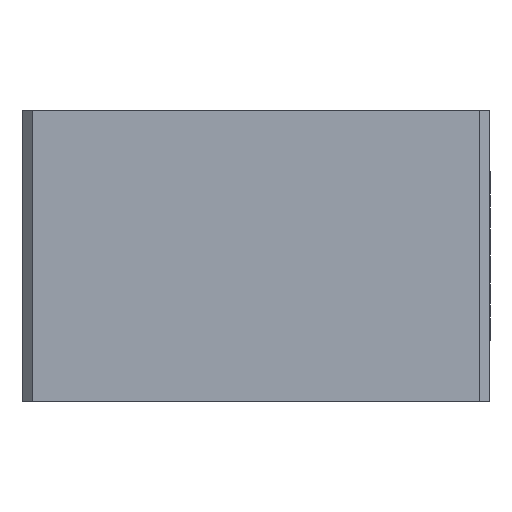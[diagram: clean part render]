
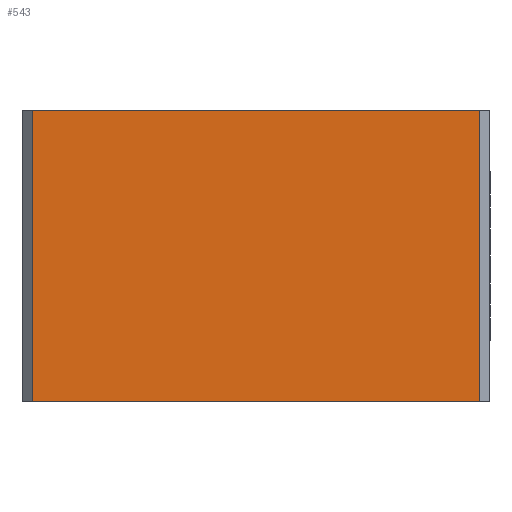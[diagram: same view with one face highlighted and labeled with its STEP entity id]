
A CAD part, left-side view. The second image highlights one B-rep face of the part: STEP entity #543.
In plain terms, the highlighted planar face has unit normal (-1, 0, 0).
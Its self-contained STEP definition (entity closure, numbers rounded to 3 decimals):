
#6 = CARTESIAN_POINT ( 'NONE',  ( -25.85, -26.8, 0. ) ) ;
#56 = CARTESIAN_POINT ( 'NONE',  ( -25.85, 17.2, 28. ) ) ;
#70 = CARTESIAN_POINT ( 'NONE',  ( -25.85, -26.8, 28. ) ) ;
#95 = DIRECTION ( 'NONE',  ( 0., 0., -1. ) ) ;
#181 = VERTEX_POINT ( 'NONE', #762 ) ;
#183 = CARTESIAN_POINT ( 'NONE',  ( -25.85, 17.2, 28. ) ) ;
#209 = EDGE_LOOP ( 'NONE', ( #443, #658, #358, #440 ) ) ;
#262 = PLANE ( 'NONE',  #683 ) ;
#282 = LINE ( 'NONE', #471, #290 ) ;
#290 = VECTOR ( 'NONE', #95, 1000. ) ;
#324 = VECTOR ( 'NONE', #332, 1000. ) ;
#332 = DIRECTION ( 'NONE',  ( 0., -1., 0. ) ) ;
#348 = DIRECTION ( 'NONE',  ( 0., 0., -1. ) ) ;
#357 = VECTOR ( 'NONE', #528, 1000. ) ;
#358 = ORIENTED_EDGE ( 'NONE', *, *, #709, .F. ) ;
#396 = CARTESIAN_POINT ( 'NONE',  ( -25.85, 16.2, 28. ) ) ;
#420 = VERTEX_POINT ( 'NONE', #70 ) ;
#423 = VERTEX_POINT ( 'NONE', #396 ) ;
#440 = ORIENTED_EDGE ( 'NONE', *, *, #689, .T. ) ;
#443 = ORIENTED_EDGE ( 'NONE', *, *, #445, .T. ) ;
#445 = EDGE_CURVE ( 'NONE', #181, #554, #517, .T. ) ;
#461 = LINE ( 'NONE', #56, #481 ) ;
#462 = DIRECTION ( 'NONE',  ( 0., -1., 0. ) ) ;
#471 = CARTESIAN_POINT ( 'NONE',  ( -25.85, 16.2, 28. ) ) ;
#481 = VECTOR ( 'NONE', #462, 1000. ) ;
#493 = LINE ( 'NONE', #704, #357 ) ;
#517 = LINE ( 'NONE', #653, #324 ) ;
#528 = DIRECTION ( 'NONE',  ( 0., 0., 1. ) ) ;
#534 = FACE_OUTER_BOUND ( 'NONE', #209, .T. ) ;
#543 = ADVANCED_FACE ( 'NONE', ( #534 ), #262, .F. ) ;
#554 = VERTEX_POINT ( 'NONE', #6 ) ;
#586 = DIRECTION ( 'NONE',  ( 1., 0., 0. ) ) ;
#653 = CARTESIAN_POINT ( 'NONE',  ( -25.85, 17.2, 0. ) ) ;
#658 = ORIENTED_EDGE ( 'NONE', *, *, #763, .T. ) ;
#683 = AXIS2_PLACEMENT_3D ( 'NONE', #183, #586, #348 ) ;
#689 = EDGE_CURVE ( 'NONE', #423, #181, #282, .T. ) ;
#704 = CARTESIAN_POINT ( 'NONE',  ( -25.85, -26.8, 28. ) ) ;
#709 = EDGE_CURVE ( 'NONE', #423, #420, #461, .T. ) ;
#762 = CARTESIAN_POINT ( 'NONE',  ( -25.85, 16.2, 0. ) ) ;
#763 = EDGE_CURVE ( 'NONE', #554, #420, #493, .T. ) ;
